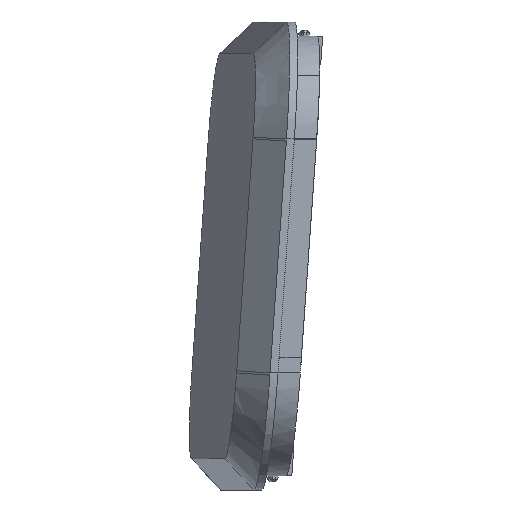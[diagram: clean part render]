
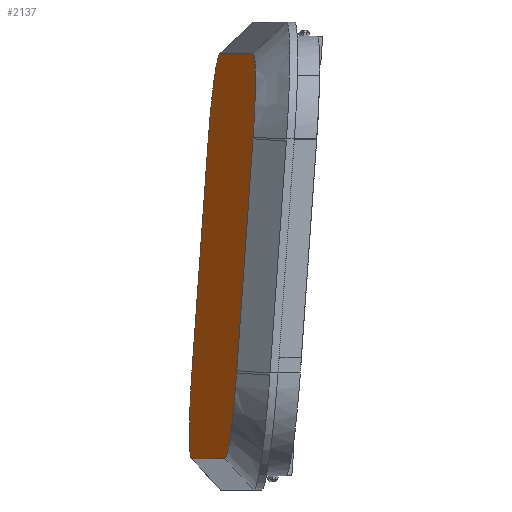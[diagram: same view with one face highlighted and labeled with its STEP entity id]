
A CAD part, left-side view. The second image highlights one B-rep face of the part: STEP entity #2137.
In plain terms, the highlighted planar face has unit normal (-0.07, 0.995, 0.07).
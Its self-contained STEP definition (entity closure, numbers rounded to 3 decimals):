
#128=PLANE('',#2249);
#252=FACE_OUTER_BOUND('',#383,.T.);
#383=EDGE_LOOP('',(#1949,#1950,#1951,#1952,#1953,#1954,#1955,#1956,#1957,
#1958,#1959,#1960,#1961,#1962,#1963,#1964));
#440=B_SPLINE_CURVE_WITH_KNOTS('',3,(#3790,#3791,#3792,#3793,#3794,#3795),
 .UNSPECIFIED.,.F.,.F.,(4,1,1,4),(-2.355,-1.912,-1.468,
-0.803),.UNSPECIFIED.);
#441=B_SPLINE_CURVE_WITH_KNOTS('',3,(#3812,#3813,#3814,#3815),
 .UNSPECIFIED.,.F.,.F.,(4,4),(-0.803,-0.784),
 .UNSPECIFIED.);
#442=B_SPLINE_CURVE_WITH_KNOTS('',3,(#3838,#3839,#3840,#3841),
 .UNSPECIFIED.,.F.,.F.,(4,4),(0.778,0.806),
 .UNSPECIFIED.);
#443=B_SPLINE_CURVE_WITH_KNOTS('',3,(#3874,#3875,#3876,#3877,#3878,#3879,
#3880),.UNSPECIFIED.,.F.,.F.,(4,1,1,1,4),(-0.766,-0.328,
0.111,0.44,0.768),.UNSPECIFIED.);
#444=B_SPLINE_CURVE_WITH_KNOTS('',3,(#3897,#3898,#3899,#3900),
 .UNSPECIFIED.,.F.,.F.,(4,4),(0.768,0.787),
 .UNSPECIFIED.);
#445=B_SPLINE_CURVE_WITH_KNOTS('',3,(#3926,#3927,#3928,#3929),
 .UNSPECIFIED.,.F.,.F.,(4,4),(-0.784,-0.766),
 .UNSPECIFIED.);
#447=B_SPLINE_CURVE_WITH_KNOTS('',3,(#3966,#3967,#3968,#3969,#3970,#3971,
#3972),.UNSPECIFIED.,.F.,.F.,(4,1,1,1,4),(-2.336,-1.893,
-1.449,-1.228,-0.784),.UNSPECIFIED.);
#449=B_SPLINE_CURVE_WITH_KNOTS('',3,(#3998,#3999,#4000,#4001),
 .UNSPECIFIED.,.F.,.F.,(4,4),(-4.552,-4.524),
 .UNSPECIFIED.);
#451=B_SPLINE_CURVE_WITH_KNOTS('',3,(#4031,#4032,#4033,#4034),
 .UNSPECIFIED.,.F.,.F.,(4,4),(-2.355,-2.336),
 .UNSPECIFIED.);
#453=B_SPLINE_CURVE_WITH_KNOTS('',3,(#4067,#4068,#4069,#4070,#4071,#4072),
 .UNSPECIFIED.,.F.,.F.,(4,1,1,4),(-0.784,-0.111,
0.338,0.787),.UNSPECIFIED.);
#455=B_SPLINE_CURVE_WITH_KNOTS('',3,(#4097,#4098,#4099,#4100),
 .UNSPECIFIED.,.F.,.F.,(4,4),(-2.346,-2.318),
 .UNSPECIFIED.);
#457=B_SPLINE_CURVE_WITH_KNOTS('',3,(#4121,#4122,#4123,#4124),
 .UNSPECIFIED.,.F.,.F.,(4,4),(1.561,1.589),
 .UNSPECIFIED.);
#647=LINE('',#3761,#858);
#652=LINE('',#3821,#863);
#656=LINE('',#3906,#867);
#662=LINE('',#4011,#873);
#858=VECTOR('',#2647,10.);
#863=VECTOR('',#2654,10.);
#867=VECTOR('',#2660,10.);
#873=VECTOR('',#2668,10.);
#1044=VERTEX_POINT('',#3757);
#1045=VERTEX_POINT('',#3759);
#1046=VERTEX_POINT('',#3786);
#1047=VERTEX_POINT('',#3788);
#1048=VERTEX_POINT('',#3817);
#1049=VERTEX_POINT('',#3819);
#1050=VERTEX_POINT('',#3870);
#1051=VERTEX_POINT('',#3872);
#1053=VERTEX_POINT('',#3903);
#1054=VERTEX_POINT('',#3905);
#1057=VERTEX_POINT('',#3963);
#1058=VERTEX_POINT('',#3965);
#1061=VERTEX_POINT('',#4008);
#1062=VERTEX_POINT('',#4010);
#1065=VERTEX_POINT('',#4064);
#1066=VERTEX_POINT('',#4066);
#1330=EDGE_CURVE('',#1045,#1044,#647,.T.);
#1333=EDGE_CURVE('',#1047,#1046,#440,.T.);
#1334=EDGE_CURVE('',#1046,#1045,#441,.T.);
#1337=EDGE_CURVE('',#1049,#1048,#652,.T.);
#1338=EDGE_CURVE('',#1048,#1047,#442,.T.);
#1341=EDGE_CURVE('',#1051,#1050,#443,.T.);
#1342=EDGE_CURVE('',#1050,#1049,#444,.T.);
#1344=EDGE_CURVE('',#1053,#1054,#656,.T.);
#1347=EDGE_CURVE('',#1054,#1051,#445,.T.);
#1350=EDGE_CURVE('',#1057,#1058,#447,.T.);
#1353=EDGE_CURVE('',#1058,#1053,#449,.T.);
#1356=EDGE_CURVE('',#1061,#1062,#662,.T.);
#1359=EDGE_CURVE('',#1062,#1057,#451,.T.);
#1362=EDGE_CURVE('',#1065,#1066,#453,.T.);
#1365=EDGE_CURVE('',#1066,#1061,#455,.T.);
#1367=EDGE_CURVE('',#1044,#1065,#457,.T.);
#1949=ORIENTED_EDGE('',*,*,#1362,.F.);
#1950=ORIENTED_EDGE('',*,*,#1367,.F.);
#1951=ORIENTED_EDGE('',*,*,#1330,.F.);
#1952=ORIENTED_EDGE('',*,*,#1334,.F.);
#1953=ORIENTED_EDGE('',*,*,#1333,.F.);
#1954=ORIENTED_EDGE('',*,*,#1338,.F.);
#1955=ORIENTED_EDGE('',*,*,#1337,.F.);
#1956=ORIENTED_EDGE('',*,*,#1342,.F.);
#1957=ORIENTED_EDGE('',*,*,#1341,.F.);
#1958=ORIENTED_EDGE('',*,*,#1347,.F.);
#1959=ORIENTED_EDGE('',*,*,#1344,.F.);
#1960=ORIENTED_EDGE('',*,*,#1353,.F.);
#1961=ORIENTED_EDGE('',*,*,#1350,.F.);
#1962=ORIENTED_EDGE('',*,*,#1359,.F.);
#1963=ORIENTED_EDGE('',*,*,#1356,.F.);
#1964=ORIENTED_EDGE('',*,*,#1365,.F.);
#2137=ADVANCED_FACE('',(#252),#128,.T.);
#2249=AXIS2_PLACEMENT_3D('',#4131,#2676,#2677);
#2647=DIRECTION('',(0.998,0.07,0.));
#2654=DIRECTION('',(0.,0.07,-0.998));
#2660=DIRECTION('',(-0.998,-0.07,0.));
#2668=DIRECTION('',(0.,-0.07,0.998));
#2676=DIRECTION('center_axis',(-0.07,0.995,0.07));
#2677=DIRECTION('ref_axis',(0.998,0.07,0.));
#3757=CARTESIAN_POINT('',(74.74,25.653,3.99));
#3759=CARTESIAN_POINT('',(15.019,21.477,3.99));
#3761=CARTESIAN_POINT('',(59.171,24.565,3.99));
#3786=CARTESIAN_POINT('',(14.811,21.462,3.992));
#3788=CARTESIAN_POINT('',(3.99,19.933,15.019));
#3790=CARTESIAN_POINT('Ctrl Pts',(3.99,19.933,15.019));
#3791=CARTESIAN_POINT('Ctrl Pts',(3.99,20.047,13.392));
#3792=CARTESIAN_POINT('Ctrl Pts',(4.725,20.326,10.138));
#3793=CARTESIAN_POINT('Ctrl Pts',(8.334,20.902,5.522));
#3794=CARTESIAN_POINT('Ctrl Pts',(12.37,21.289,4.038));
#3795=CARTESIAN_POINT('Ctrl Pts',(14.811,21.462,3.992));
#3812=CARTESIAN_POINT('Ctrl Pts',(14.811,21.462,3.992));
#3813=CARTESIAN_POINT('Ctrl Pts',(14.88,21.467,3.991));
#3814=CARTESIAN_POINT('Ctrl Pts',(14.95,21.472,3.99));
#3815=CARTESIAN_POINT('Ctrl Pts',(15.019,21.477,3.99));
#3817=CARTESIAN_POINT('',(3.99,19.913,15.299));
#3819=CARTESIAN_POINT('',(3.99,17.83,45.019));
#3821=CARTESIAN_POINT('',(3.99,19.369,23.058));
#3838=CARTESIAN_POINT('Ctrl Pts',(3.99,19.913,15.299));
#3839=CARTESIAN_POINT('Ctrl Pts',(3.99,19.92,15.206));
#3840=CARTESIAN_POINT('Ctrl Pts',(3.99,19.926,15.113));
#3841=CARTESIAN_POINT('Ctrl Pts',(3.99,19.933,15.019));
#3870=CARTESIAN_POINT('',(3.992,17.816,45.221));
#3872=CARTESIAN_POINT('',(14.78,17.814,56.008));
#3874=CARTESIAN_POINT('Ctrl Pts',(14.78,17.814,56.008));
#3875=CARTESIAN_POINT('Ctrl Pts',(13.171,17.704,55.979));
#3876=CARTESIAN_POINT('Ctrl Pts',(9.972,17.534,55.204));
#3877=CARTESIAN_POINT('Ctrl Pts',(6.448,17.486,52.377));
#3878=CARTESIAN_POINT('Ctrl Pts',(4.459,17.596,48.829));
#3879=CARTESIAN_POINT('Ctrl Pts',(4.014,17.733,46.427));
#3880=CARTESIAN_POINT('Ctrl Pts',(3.992,17.816,45.221));
#3897=CARTESIAN_POINT('Ctrl Pts',(3.992,17.816,45.221));
#3898=CARTESIAN_POINT('Ctrl Pts',(3.991,17.82,45.154));
#3899=CARTESIAN_POINT('Ctrl Pts',(3.99,17.825,45.087));
#3900=CARTESIAN_POINT('Ctrl Pts',(3.99,17.83,45.019));
#3903=CARTESIAN_POINT('',(74.702,22.004,56.01));
#3905=CARTESIAN_POINT('',(14.981,17.828,56.01));
#3906=CARTESIAN_POINT('',(29.571,18.848,56.01));
#3926=CARTESIAN_POINT('Ctrl Pts',(14.981,17.828,56.01));
#3927=CARTESIAN_POINT('Ctrl Pts',(14.914,17.823,56.01));
#3928=CARTESIAN_POINT('Ctrl Pts',(14.847,17.819,56.009));
#3929=CARTESIAN_POINT('Ctrl Pts',(14.78,17.814,56.008));
#3963=CARTESIAN_POINT('',(86.008,23.553,45.19));
#3965=CARTESIAN_POINT('',(74.981,22.024,56.01));
#3966=CARTESIAN_POINT('Ctrl Pts',(86.008,23.553,45.19));
#3967=CARTESIAN_POINT('Ctrl Pts',(85.977,23.437,46.817));
#3968=CARTESIAN_POINT('Ctrl Pts',(85.181,23.154,50.061));
#3969=CARTESIAN_POINT('Ctrl Pts',(82.539,22.742,53.299));
#3970=CARTESIAN_POINT('Ctrl Pts',(79.049,22.347,55.457));
#3971=CARTESIAN_POINT('Ctrl Pts',(76.608,22.137,56.01));
#3972=CARTESIAN_POINT('Ctrl Pts',(74.981,22.024,56.01));
#3998=CARTESIAN_POINT('Ctrl Pts',(74.981,22.024,56.01));
#3999=CARTESIAN_POINT('Ctrl Pts',(74.888,22.017,56.01));
#4000=CARTESIAN_POINT('Ctrl Pts',(74.795,22.011,56.01));
#4001=CARTESIAN_POINT('Ctrl Pts',(74.702,22.004,56.01));
#4008=CARTESIAN_POINT('',(86.01,25.651,15.26));
#4010=CARTESIAN_POINT('',(86.01,23.568,44.981));
#4011=CARTESIAN_POINT('',(86.01,24.03,38.385));
#4031=CARTESIAN_POINT('Ctrl Pts',(86.01,23.568,44.981));
#4032=CARTESIAN_POINT('Ctrl Pts',(86.01,23.563,45.05));
#4033=CARTESIAN_POINT('Ctrl Pts',(86.009,23.558,45.12));
#4034=CARTESIAN_POINT('Ctrl Pts',(86.008,23.553,45.19));
#4064=CARTESIAN_POINT('',(75.019,25.673,3.99));
#4066=CARTESIAN_POINT('',(86.01,25.671,14.981));
#4067=CARTESIAN_POINT('Ctrl Pts',(75.019,25.673,3.99));
#4068=CARTESIAN_POINT('Ctrl Pts',(77.49,25.846,3.99));
#4069=CARTESIAN_POINT('Ctrl Pts',(81.584,26.031,5.432));
#4070=CARTESIAN_POINT('Ctrl Pts',(85.256,25.964,10.049));
#4071=CARTESIAN_POINT('Ctrl Pts',(86.01,25.786,13.333));
#4072=CARTESIAN_POINT('Ctrl Pts',(86.01,25.671,14.981));
#4097=CARTESIAN_POINT('Ctrl Pts',(86.01,25.671,14.981));
#4098=CARTESIAN_POINT('Ctrl Pts',(86.01,25.664,15.074));
#4099=CARTESIAN_POINT('Ctrl Pts',(86.01,25.658,15.167));
#4100=CARTESIAN_POINT('Ctrl Pts',(86.01,25.651,15.26));
#4121=CARTESIAN_POINT('Ctrl Pts',(74.74,25.653,3.99));
#4122=CARTESIAN_POINT('Ctrl Pts',(74.833,25.66,3.99));
#4123=CARTESIAN_POINT('Ctrl Pts',(74.926,25.666,3.99));
#4124=CARTESIAN_POINT('Ctrl Pts',(75.019,25.673,3.99));
#4131=CARTESIAN_POINT('Origin',(45.256,21.773,29.927));
